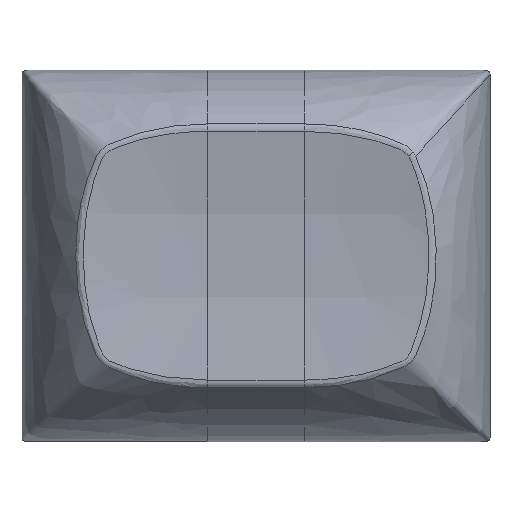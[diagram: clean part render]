
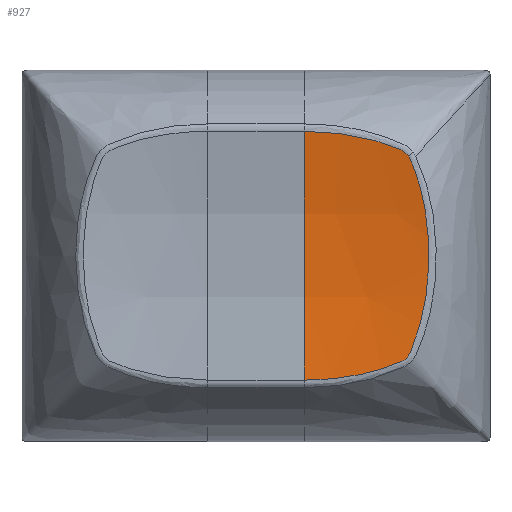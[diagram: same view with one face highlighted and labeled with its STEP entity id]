
A CAD part, top view. The second image highlights one B-rep face of the part: STEP entity #927.
In plain terms, the highlighted spherical face has radius 38.75 mm.
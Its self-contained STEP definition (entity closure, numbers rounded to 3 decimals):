
#27=B_SPLINE_CURVE_WITH_KNOTS('',3,(#1397,#1398,#1399,#1400,#1401,#1402,
#1403,#1404,#1405,#1406,#1407,#1408,#1409,#1410,#1411,#1412,#1413,#1414,
#1415,#1416,#1417,#1418,#1419,#1420,#1421,#1422),.UNSPECIFIED.,.F.,.F.,
(4,2,1,1,1,1,1,1,1,1,2,1,1,1,2,1,1,1,1,1,4),(-0.428,-0.397,
-0.383,-0.369,-0.342,-0.287,
-0.178,0.042,0.48,0.918,
1.357,1.364,1.385,1.412,1.468,
1.495,1.522,1.577,1.687,1.905,
2.343),.UNSPECIFIED.);
#28=B_SPLINE_CURVE_WITH_KNOTS('',3,(#1423,#1424,#1425,#1426,#1427,#1428,
#1429,#1430,#1431,#1432,#1433,#1434,#1435,#1436,#1437,#1438,#1439,#1440,
#1441,#1442,#1443,#1444,#1445,#1446,#1447,#1448,#1449,#1450,#1451,#1452,
#1453,#1454,#1455),.UNSPECIFIED.,.F.,.F.,(4,1,1,1,1,1,1,1,1,1,1,1,1,1,1,
1,1,1,1,1,1,1,1,1,1,2,1,1,1,4),(6.072,6.16,6.248,
6.336,6.423,6.511,6.599,6.687,
6.775,6.818,6.862,6.873,6.884,
6.906,6.912,6.917,6.928,6.934,
6.939,6.945,6.947,6.949,6.949,
6.95,6.95,6.95,6.966,6.982,
6.998,7.03),.UNSPECIFIED.);
#46=SPHERICAL_SURFACE('',#998,38.75);
#61=CIRCLE('',#999,38.75);
#103=FACE_OUTER_BOUND('',#158,.T.);
#158=EDGE_LOOP('',(#723,#724,#725));
#419=VERTEX_POINT('',#1393);
#420=VERTEX_POINT('',#1394);
#421=VERTEX_POINT('',#1396);
#528=EDGE_CURVE('',#419,#420,#61,.T.);
#529=EDGE_CURVE('',#421,#420,#27,.T.);
#530=EDGE_CURVE('',#419,#421,#28,.T.);
#723=ORIENTED_EDGE('',*,*,#528,.T.);
#724=ORIENTED_EDGE('',*,*,#529,.F.);
#725=ORIENTED_EDGE('',*,*,#530,.F.);
#927=ADVANCED_FACE('',(#103),#46,.F.);
#998=AXIS2_PLACEMENT_3D('',#1392,#1156,#1157);
#999=AXIS2_PLACEMENT_3D('',#1395,#1158,#1159);
#1156=DIRECTION('center_axis',(0.,0.,1.));
#1157=DIRECTION('ref_axis',(1.,0.,0.));
#1158=DIRECTION('center_axis',(-1.,0.,0.));
#1159=DIRECTION('ref_axis',(0.,-0.988,-0.157));
#1392=CARTESIAN_POINT('Origin',(2.375,46.,0.));
#1393=CARTESIAN_POINT('',(2.375,7.733,-6.099));
#1394=CARTESIAN_POINT('',(2.375,7.733,6.099));
#1395=CARTESIAN_POINT('Origin',(2.375,46.,0.));
#1396=CARTESIAN_POINT('',(7.468,7.9,-4.904));
#1397=CARTESIAN_POINT('Ctrl Pts',(7.468,7.9,-4.904));
#1398=CARTESIAN_POINT('Ctrl Pts',(7.502,7.899,-4.857));
#1399=CARTESIAN_POINT('Ctrl Pts',(7.531,7.897,-4.807));
#1400=CARTESIAN_POINT('Ctrl Pts',(7.565,7.892,-4.732));
#1401=CARTESIAN_POINT('Ctrl Pts',(7.586,7.889,-4.685));
#1402=CARTESIAN_POINT('Ctrl Pts',(7.626,7.883,-4.592));
#1403=CARTESIAN_POINT('Ctrl Pts',(7.694,7.873,-4.429));
#1404=CARTESIAN_POINT('Ctrl Pts',(7.823,7.853,-4.098));
#1405=CARTESIAN_POINT('Ctrl Pts',(8.049,7.817,-3.425));
#1406=CARTESIAN_POINT('Ctrl Pts',(8.377,7.756,-2.03));
#1407=CARTESIAN_POINT('Ctrl Pts',(8.538,7.717,0.007));
#1408=CARTESIAN_POINT('Ctrl Pts',(8.344,7.765,2.445));
#1409=CARTESIAN_POINT('Ctrl Pts',(7.886,7.846,4.015));
#1410=CARTESIAN_POINT('Ctrl Pts',(7.55,7.894,4.766));
#1411=CARTESIAN_POINT('Ctrl Pts',(7.528,7.897,4.812));
#1412=CARTESIAN_POINT('Ctrl Pts',(7.475,7.901,4.901));
#1413=CARTESIAN_POINT('Ctrl Pts',(7.351,7.904,5.048));
#1414=CARTESIAN_POINT('Ctrl Pts',(7.223,7.899,5.138));
#1415=CARTESIAN_POINT('Ctrl Pts',(7.084,7.89,5.201));
#1416=CARTESIAN_POINT('Ctrl Pts',(6.991,7.884,5.241));
#1417=CARTESIAN_POINT('Ctrl Pts',(6.804,7.873,5.319));
#1418=CARTESIAN_POINT('Ctrl Pts',(6.474,7.853,5.448));
#1419=CARTESIAN_POINT('Ctrl Pts',(5.8,7.817,5.674));
#1420=CARTESIAN_POINT('Ctrl Pts',(4.405,7.756,6.002));
#1421=CARTESIAN_POINT('Ctrl Pts',(3.187,7.733,6.099));
#1422=CARTESIAN_POINT('Ctrl Pts',(2.375,7.733,6.099));
#1423=CARTESIAN_POINT('Ctrl Pts',(2.375,7.733,-6.099));
#1424=CARTESIAN_POINT('Ctrl Pts',(2.538,7.733,-6.099));
#1425=CARTESIAN_POINT('Ctrl Pts',(2.864,7.734,-6.094));
#1426=CARTESIAN_POINT('Ctrl Pts',(3.352,7.74,-6.069));
#1427=CARTESIAN_POINT('Ctrl Pts',(3.839,7.749,-6.028));
#1428=CARTESIAN_POINT('Ctrl Pts',(4.324,7.761,-5.968));
#1429=CARTESIAN_POINT('Ctrl Pts',(4.805,7.776,-5.891));
#1430=CARTESIAN_POINT('Ctrl Pts',(5.282,7.795,-5.793));
#1431=CARTESIAN_POINT('Ctrl Pts',(5.755,7.816,-5.675));
#1432=CARTESIAN_POINT('Ctrl Pts',(6.145,7.836,-5.558));
#1433=CARTESIAN_POINT('Ctrl Pts',(6.452,7.853,-5.452));
#1434=CARTESIAN_POINT('Ctrl Pts',(6.624,7.862,-5.389));
#1435=CARTESIAN_POINT('Ctrl Pts',(6.737,7.869,-5.345));
#1436=CARTESIAN_POINT('Ctrl Pts',(6.812,7.874,-5.315));
#1437=CARTESIAN_POINT('Ctrl Pts',(6.878,7.878,-5.288));
#1438=CARTESIAN_POINT('Ctrl Pts',(6.934,7.881,-5.265));
#1439=CARTESIAN_POINT('Ctrl Pts',(6.971,7.883,-5.249));
#1440=CARTESIAN_POINT('Ctrl Pts',(7.009,7.886,-5.233));
#1441=CARTESIAN_POINT('Ctrl Pts',(7.046,7.888,-5.217));
#1442=CARTESIAN_POINT('Ctrl Pts',(7.074,7.89,-5.205));
#1443=CARTESIAN_POINT('Ctrl Pts',(7.097,7.891,-5.194));
#1444=CARTESIAN_POINT('Ctrl Pts',(7.113,7.892,-5.187));
#1445=CARTESIAN_POINT('Ctrl Pts',(7.121,7.893,-5.183));
#1446=CARTESIAN_POINT('Ctrl Pts',(7.126,7.893,-5.182));
#1447=CARTESIAN_POINT('Ctrl Pts',(7.128,7.893,-5.181));
#1448=CARTESIAN_POINT('Ctrl Pts',(7.129,7.893,-5.18));
#1449=CARTESIAN_POINT('Ctrl Pts',(7.129,7.893,-5.18));
#1450=CARTESIAN_POINT('Ctrl Pts',(7.157,7.895,-5.168));
#1451=CARTESIAN_POINT('Ctrl Pts',(7.209,7.898,-5.141));
#1452=CARTESIAN_POINT('Ctrl Pts',(7.283,7.901,-5.092));
#1453=CARTESIAN_POINT('Ctrl Pts',(7.374,7.903,-5.017));
#1454=CARTESIAN_POINT('Ctrl Pts',(7.433,7.902,-4.951));
#1455=CARTESIAN_POINT('Ctrl Pts',(7.468,7.9,-4.904));
